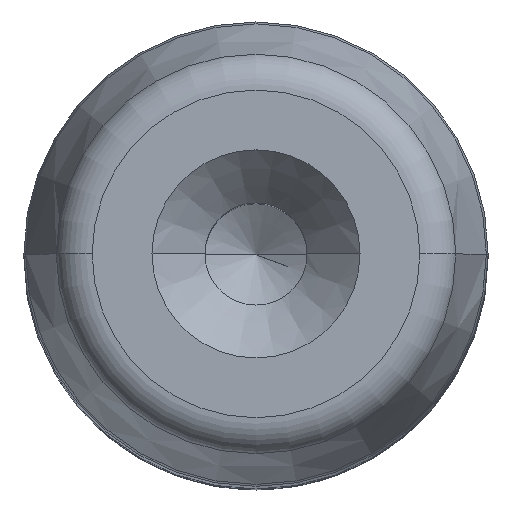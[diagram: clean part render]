
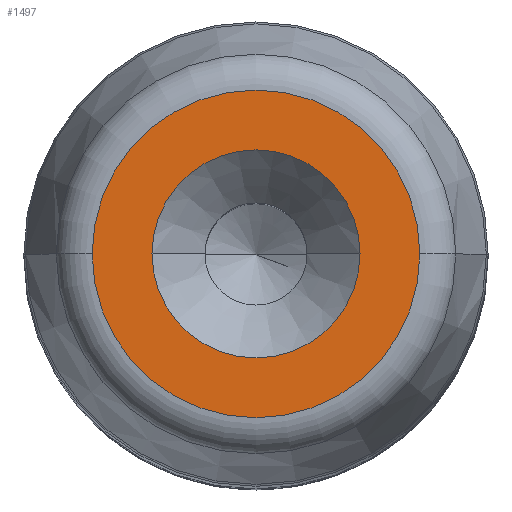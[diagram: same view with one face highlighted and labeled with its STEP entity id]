
A CAD part, top view. The second image highlights one B-rep face of the part: STEP entity #1497.
In plain terms, the highlighted planar face has unit normal (0, 0, 1).
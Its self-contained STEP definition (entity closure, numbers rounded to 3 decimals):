
#1 = AXIS2_PLACEMENT_3D ( 'NONE', #235, #248, #1197 ) ;
#39 = DIRECTION ( 'NONE',  ( 0., 0., 1. ) ) ;
#56 = CARTESIAN_POINT ( 'NONE',  ( -5.6, 0., 125. ) ) ;
#235 = CARTESIAN_POINT ( 'NONE',  ( 0., 0., 125. ) ) ;
#248 = DIRECTION ( 'NONE',  ( 0., 0., 1. ) ) ;
#249 = DIRECTION ( 'NONE',  ( 1., 0., 0. ) ) ;
#256 = DIRECTION ( 'NONE',  ( 1., 0., 0. ) ) ;
#502 = VERTEX_POINT ( 'NONE', #726 ) ;
#578 = EDGE_LOOP ( 'NONE', ( #1862, #2352 ) ) ;
#612 = VERTEX_POINT ( 'NONE', #1929 ) ;
#726 = CARTESIAN_POINT ( 'NONE',  ( 8.822, 0., 125. ) ) ;
#744 = CARTESIAN_POINT ( 'NONE',  ( 0., 0., 125. ) ) ;
#761 = AXIS2_PLACEMENT_3D ( 'NONE', #744, #1226, #249 ) ;
#818 = CIRCLE ( 'NONE', #761, 8.822 ) ;
#830 = VERTEX_POINT ( 'NONE', #1410 ) ;
#851 = EDGE_CURVE ( 'NONE', #612, #502, #2342, .T. ) ;
#1069 = EDGE_CURVE ( 'NONE', #502, #612, #818, .T. ) ;
#1132 = ORIENTED_EDGE ( 'NONE', *, *, #1069, .T. ) ;
#1197 = DIRECTION ( 'NONE',  ( 1., 0., 0. ) ) ;
#1226 = DIRECTION ( 'NONE',  ( 0., 0., 1. ) ) ;
#1272 = DIRECTION ( 'NONE',  ( 1., 0., 0. ) ) ;
#1328 = CIRCLE ( 'NONE', #2271, 5.6 ) ;
#1410 = CARTESIAN_POINT ( 'NONE',  ( 5.6, 0., 125. ) ) ;
#1450 = ORIENTED_EDGE ( 'NONE', *, *, #851, .T. ) ;
#1460 = CARTESIAN_POINT ( 'NONE',  ( 0., 0., 125. ) ) ;
#1497 = ADVANCED_FACE ( 'NONE', ( #1904, #2679 ), #2786, .T. ) ;
#1650 = CIRCLE ( 'NONE', #2376, 5.6 ) ;
#1747 = DIRECTION ( 'NONE',  ( 0., 0., 1. ) ) ;
#1862 = ORIENTED_EDGE ( 'NONE', *, *, #2871, .F. ) ;
#1904 = FACE_OUTER_BOUND ( 'NONE', #2093, .T. ) ;
#1929 = CARTESIAN_POINT ( 'NONE',  ( -8.822, 0., 125. ) ) ;
#2093 = EDGE_LOOP ( 'NONE', ( #1132, #1450 ) ) ;
#2202 = AXIS2_PLACEMENT_3D ( 'NONE', #1460, #2645, #2635 ) ;
#2271 = AXIS2_PLACEMENT_3D ( 'NONE', #2662, #1747, #1272 ) ;
#2342 = CIRCLE ( 'NONE', #2202, 8.822 ) ;
#2352 = ORIENTED_EDGE ( 'NONE', *, *, #2564, .F. ) ;
#2376 = AXIS2_PLACEMENT_3D ( 'NONE', #2813, #39, #256 ) ;
#2564 = EDGE_CURVE ( 'NONE', #2953, #830, #1328, .T. ) ;
#2635 = DIRECTION ( 'NONE',  ( 1., 0., 0. ) ) ;
#2645 = DIRECTION ( 'NONE',  ( 0., 0., 1. ) ) ;
#2662 = CARTESIAN_POINT ( 'NONE',  ( 0., 0., 125. ) ) ;
#2679 = FACE_BOUND ( 'NONE', #578, .T. ) ;
#2786 = PLANE ( 'NONE',  #1 ) ;
#2813 = CARTESIAN_POINT ( 'NONE',  ( 0., 0., 125. ) ) ;
#2871 = EDGE_CURVE ( 'NONE', #830, #2953, #1650, .T. ) ;
#2953 = VERTEX_POINT ( 'NONE', #56 ) ;
